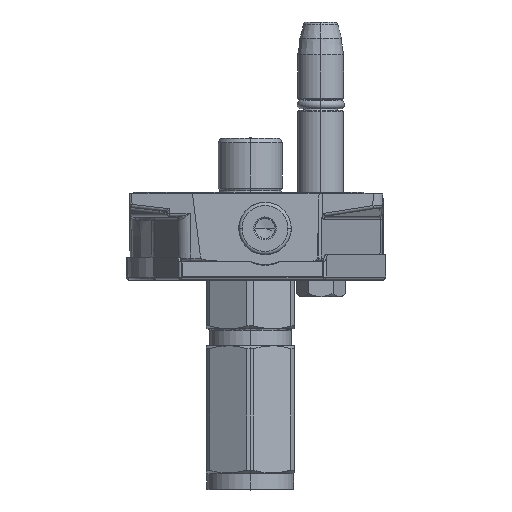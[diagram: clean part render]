
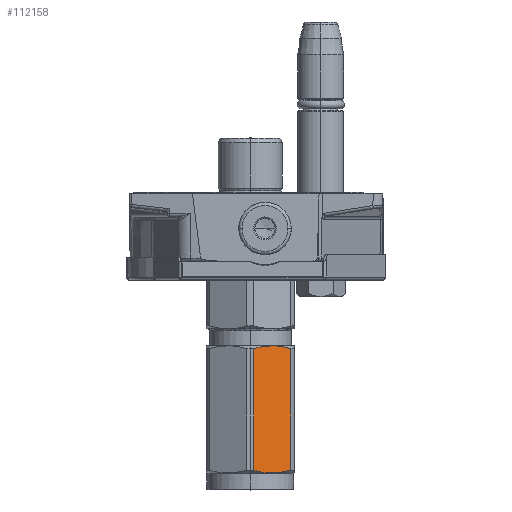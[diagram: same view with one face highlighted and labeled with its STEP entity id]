
A CAD part, front view. The second image highlights one B-rep face of the part: STEP entity #112158.
In plain terms, the highlighted face is planar.
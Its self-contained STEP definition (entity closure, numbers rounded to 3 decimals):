
#412 = ORIENTED_EDGE ( 'NONE', *, *, #147925, .T. ) ;
#606 = EDGE_CURVE ( 'NONE', #104298, #75830, #65131, .T. ) ;
#779 = CARTESIAN_POINT ( 'NONE',  ( -8.602, -24.506, -10.622 ) ) ;
#4293 = B_SPLINE_CURVE_WITH_KNOTS ( 'NONE', 3,
 ( #145074, #35963, #86565, #147760 ),
 .UNSPECIFIED., .F., .F.,
 ( 4, 4 ),
 ( 0., 1. ),
 .UNSPECIFIED. ) ;
#6219 = FACE_OUTER_BOUND ( 'NONE', #117737, .T. ) ;
#9384 = ORIENTED_EDGE ( 'NONE', *, *, #138751, .T. ) ;
#11375 = CARTESIAN_POINT ( 'NONE',  ( -10.769, -62.91, -9.37 ) ) ;
#11906 = CARTESIAN_POINT ( 'NONE',  ( -2.036, -62.767, -14.41 ) ) ;
#23163 = CARTESIAN_POINT ( 'NONE',  ( -5.09, -63.279, -12.649 ) ) ;
#23698 = CARTESIAN_POINT ( 'NONE',  ( -9.721, -63.108, -9.976 ) ) ;
#23757 = DIRECTION ( 'NONE',  ( -0.5, 0., -0.866 ) ) ;
#24291 = PLANE ( 'NONE',  #138089 ) ;
#25305 = LINE ( 'NONE', #78913, #125206 ) ;
#31442 = VERTEX_POINT ( 'NONE', #129273 ) ;
#32964 = CARTESIAN_POINT ( 'NONE',  ( -6.761, -24.5, -11.685 ) ) ;
#35521 = CARTESIAN_POINT ( 'NONE',  ( -4.495, -63.213, -12.993 ) ) ;
#35963 = CARTESIAN_POINT ( 'NONE',  ( -4.898, -24.506, -12.761 ) ) ;
#36578 = CARTESIAN_POINT ( 'NONE',  ( -11.468, -62.75, -8.966 ) ) ;
#36739 = CARTESIAN_POINT ( 'NONE',  ( -12.412, -25.366, -8.422 ) ) ;
#45898 = DIRECTION ( 'NONE',  ( 0.866, 0., -0.5 ) ) ;
#46869 = CARTESIAN_POINT ( 'NONE',  ( -4.853, -63.255, -12.786 ) ) ;
#47403 = CARTESIAN_POINT ( 'NONE',  ( -4.106, -63.159, -13.218 ) ) ;
#49012 = CARTESIAN_POINT ( 'NONE',  ( -4.016, -63.145, -13.27 ) ) ;
#54720 = B_SPLINE_CURVE_WITH_KNOTS ( 'NONE', 3,
 ( #74989, #62067, #779, #99171 ),
 .UNSPECIFIED., .F., .F.,
 ( 4, 4 ),
 ( 0., 1. ),
 .UNSPECIFIED. ) ;
#59524 = DIRECTION ( 'NONE',  ( 0., 1., 0. ) ) ;
#60319 = CARTESIAN_POINT ( 'NONE',  ( -6.272, -63.356, -11.967 ) ) ;
#62067 = CARTESIAN_POINT ( 'NONE',  ( -10.486, -24.795, -9.534 ) ) ;
#62571 = B_SPLINE_CURVE_WITH_KNOTS ( 'NONE', 3,
 ( #85064, #110263, #36578, #11375, #122575, #83995, #109729, #85599, #23698, #96872, #145171, #159097, #110799, #60319, #120454, #23163, #46869, #35521, #133874, #47403, #49012, #146223, #132790, #121513, #11906, #97421 ),
 .UNSPECIFIED., .F., .F.,
 ( 4, 2, 2, 1, 1, 2, 2, 2, 2, 2, 1, 1, 2, 2, 4 ),
 ( 0., 0.125, 0.188, 0.219, 0.234, 0.242, 0.25, 0.5, 0.625, 0.688, 0.719, 0.734, 0.742, 0.75, 1. ),
 .UNSPECIFIED. ) ;
#65131 = LINE ( 'NONE', #108414, #153395 ) ;
#67676 = ORIENTED_EDGE ( 'NONE', *, *, #104409, .F. ) ;
#72732 = EDGE_CURVE ( 'NONE', #31442, #97712, #25305, .T. ) ;
#74989 = CARTESIAN_POINT ( 'NONE',  ( -12.412, -25.366, -8.422 ) ) ;
#75830 = VERTEX_POINT ( 'NONE', #36739 ) ;
#78913 = CARTESIAN_POINT ( 'NONE',  ( -1.088, -62.49, -14.961 ) ) ;
#83995 = CARTESIAN_POINT ( 'NONE',  ( -10.187, -63.026, -9.707 ) ) ;
#85064 = CARTESIAN_POINT ( 'NONE',  ( -12.412, -62.49, -8.422 ) ) ;
#85599 = CARTESIAN_POINT ( 'NONE',  ( -9.809, -63.093, -9.926 ) ) ;
#86565 = CARTESIAN_POINT ( 'NONE',  ( -3.014, -24.795, -13.848 ) ) ;
#95972 = CARTESIAN_POINT ( 'NONE',  ( -6.761, -24.5, -11.685 ) ) ;
#96872 = CARTESIAN_POINT ( 'NONE',  ( -9.663, -63.117, -10.01 ) ) ;
#97421 = CARTESIAN_POINT ( 'NONE',  ( -1.088, -62.49, -14.961 ) ) ;
#97712 = VERTEX_POINT ( 'NONE', #142332 ) ;
#99171 = CARTESIAN_POINT ( 'NONE',  ( -6.761, -24.5, -11.685 ) ) ;
#99983 = ORIENTED_EDGE ( 'NONE', *, *, #110534, .T. ) ;
#104298 = VERTEX_POINT ( 'NONE', #117271 ) ;
#104409 = EDGE_CURVE ( 'NONE', #104298, #31442, #62571, .T. ) ;
#108414 = CARTESIAN_POINT ( 'NONE',  ( -12.412, -62.49, -8.422 ) ) ;
#109729 = CARTESIAN_POINT ( 'NONE',  ( -10.012, -63.058, -9.808 ) ) ;
#110263 = CARTESIAN_POINT ( 'NONE',  ( -11.937, -62.628, -8.695 ) ) ;
#110534 = EDGE_CURVE ( 'NONE', #130255, #97712, #4293, .T. ) ;
#110799 = CARTESIAN_POINT ( 'NONE',  ( -7.705, -63.356, -11.14 ) ) ;
#112049 = VECTOR ( 'NONE', #45898, 1000. ) ;
#112158 = ADVANCED_FACE ( 'NONE', ( #6219 ), #24291, .T. ) ;
#115846 = LINE ( 'NONE', #32964, #112049 ) ;
#116766 = ORIENTED_EDGE ( 'NONE', *, *, #72732, .F. ) ;
#117271 = CARTESIAN_POINT ( 'NONE',  ( -12.412, -62.49, -8.422 ) ) ;
#117737 = EDGE_LOOP ( 'NONE', ( #152593, #412, #9384, #99983, #116766, #67676 ) ) ;
#120454 = CARTESIAN_POINT ( 'NONE',  ( -5.8, -63.337, -12.239 ) ) ;
#121513 = CARTESIAN_POINT ( 'NONE',  ( -2.962, -62.979, -13.878 ) ) ;
#122561 = VERTEX_POINT ( 'NONE', #95972 ) ;
#122575 = CARTESIAN_POINT ( 'NONE',  ( -10.536, -62.959, -9.505 ) ) ;
#125206 = VECTOR ( 'NONE', #127742, 1000. ) ;
#127742 = DIRECTION ( 'NONE',  ( 0., 1., 0. ) ) ;
#129273 = CARTESIAN_POINT ( 'NONE',  ( -1.088, -62.49, -14.961 ) ) ;
#130255 = VERTEX_POINT ( 'NONE', #138795 ) ;
#132790 = CARTESIAN_POINT ( 'NONE',  ( -3.925, -63.131, -13.323 ) ) ;
#133874 = CARTESIAN_POINT ( 'NONE',  ( -4.316, -63.189, -13.096 ) ) ;
#134450 = CARTESIAN_POINT ( 'NONE',  ( -13.5, -24.5, -7.794 ) ) ;
#138089 = AXIS2_PLACEMENT_3D ( 'NONE', #134450, #23757, #146829 ) ;
#138751 = EDGE_CURVE ( 'NONE', #122561, #130255, #115846, .T. ) ;
#138795 = CARTESIAN_POINT ( 'NONE',  ( -6.739, -24.5, -11.698 ) ) ;
#142332 = CARTESIAN_POINT ( 'NONE',  ( -1.088, -25.366, -14.961 ) ) ;
#145074 = CARTESIAN_POINT ( 'NONE',  ( -6.739, -24.5, -11.698 ) ) ;
#145171 = CARTESIAN_POINT ( 'NONE',  ( -9.635, -63.122, -10.026 ) ) ;
#146223 = CARTESIAN_POINT ( 'NONE',  ( -3.956, -63.136, -13.305 ) ) ;
#146829 = DIRECTION ( 'NONE',  ( 0.866, 0., -0.5 ) ) ;
#147760 = CARTESIAN_POINT ( 'NONE',  ( -1.088, -25.366, -14.961 ) ) ;
#147925 = EDGE_CURVE ( 'NONE', #75830, #122561, #54720, .T. ) ;
#152593 = ORIENTED_EDGE ( 'NONE', *, *, #606, .T. ) ;
#153395 = VECTOR ( 'NONE', #59524, 1000. ) ;
#159097 = CARTESIAN_POINT ( 'NONE',  ( -8.639, -63.279, -10.601 ) ) ;
